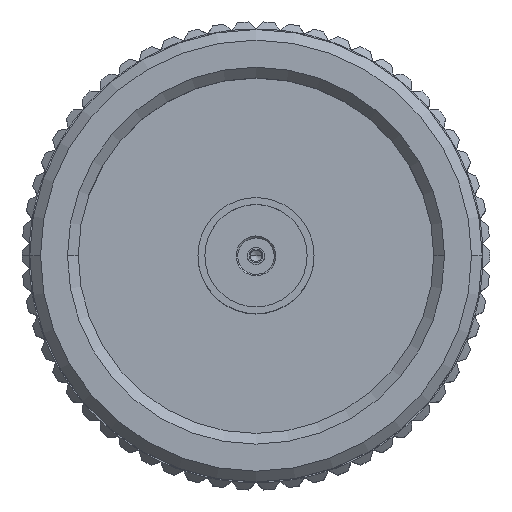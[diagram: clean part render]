
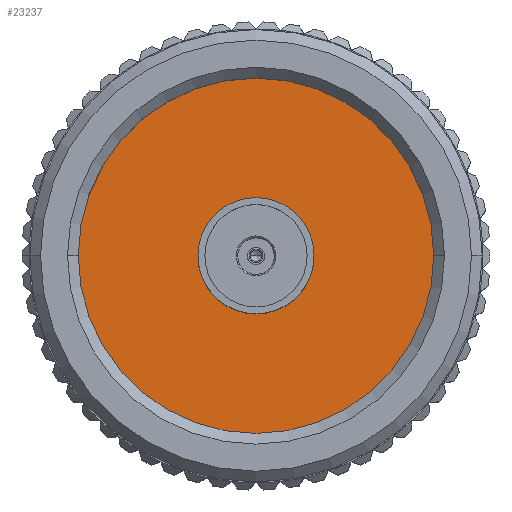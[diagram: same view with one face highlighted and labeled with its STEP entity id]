
A CAD part, top view. The second image highlights one B-rep face of the part: STEP entity #23237.
In plain terms, the highlighted planar face has unit normal (0, 0, 1).
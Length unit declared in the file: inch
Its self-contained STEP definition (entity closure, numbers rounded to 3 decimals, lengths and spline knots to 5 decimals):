
#406 = DIRECTION ( 'NONE',  ( 1., 0., 0. ) ) ;
#858 = DIRECTION ( 'NONE',  ( 0., 0., 1. ) ) ;
#1904 = DIRECTION ( 'NONE',  ( 1., 0., 0. ) ) ;
#2878 = FACE_BOUND ( 'NONE', #20546, .T. ) ;
#4074 = DIRECTION ( 'NONE',  ( 1., 0., 0. ) ) ;
#4907 = EDGE_CURVE ( 'NONE', #8643, #12995, #7265, .T. ) ;
#5551 = DIRECTION ( 'NONE',  ( 1., 0., 0. ) ) ;
#5954 = VERTEX_POINT ( 'NONE', #21354 ) ;
#6438 = DIRECTION ( 'NONE',  ( 0., 0., 1. ) ) ;
#7022 = EDGE_CURVE ( 'NONE', #5954, #8714, #20689, .T. ) ;
#7265 = CIRCLE ( 'NONE', #30609, 0.1065 ) ;
#7321 = AXIS2_PLACEMENT_3D ( 'NONE', #24317, #24478, #22122 ) ;
#7343 = ORIENTED_EDGE ( 'NONE', *, *, #24153, .F. ) ;
#8643 = VERTEX_POINT ( 'NONE', #19536 ) ;
#8714 = VERTEX_POINT ( 'NONE', #28729 ) ;
#8930 = AXIS2_PLACEMENT_3D ( 'NONE', #10246, #29051, #406 ) ;
#9062 = AXIS2_PLACEMENT_3D ( 'NONE', #22897, #6438, #4074 ) ;
#9534 = CIRCLE ( 'NONE', #9062, 0.34646 ) ;
#10089 = FACE_OUTER_BOUND ( 'NONE', #30630, .T. ) ;
#10246 = CARTESIAN_POINT ( 'NONE',  ( 0.5475, 0.71693, 1.29749 ) ) ;
#10893 = EDGE_CURVE ( 'NONE', #8714, #5954, #9534, .T. ) ;
#11892 = ORIENTED_EDGE ( 'NONE', *, *, #7022, .T. ) ;
#12995 = VERTEX_POINT ( 'NONE', #20385 ) ;
#17091 = ORIENTED_EDGE ( 'NONE', *, *, #4907, .F. ) ;
#17266 = ORIENTED_EDGE ( 'NONE', *, *, #10893, .T. ) ;
#19536 = CARTESIAN_POINT ( 'NONE',  ( 0.441, 0.71693, 1.29749 ) ) ;
#19919 = CIRCLE ( 'NONE', #28885, 0.1065 ) ;
#20006 = CARTESIAN_POINT ( 'NONE',  ( 0.5475, 0.71693, 1.29749 ) ) ;
#20385 = CARTESIAN_POINT ( 'NONE',  ( 0.65399, 0.71693, 1.29749 ) ) ;
#20546 = EDGE_LOOP ( 'NONE', ( #17091, #7343 ) ) ;
#20689 = CIRCLE ( 'NONE', #7321, 0.34646 ) ;
#20718 = CARTESIAN_POINT ( 'NONE',  ( 0.5475, 0.71693, 1.29749 ) ) ;
#21354 = CARTESIAN_POINT ( 'NONE',  ( 0.20104, 0.71693, 1.29749 ) ) ;
#22122 = DIRECTION ( 'NONE',  ( 1., 0., 0. ) ) ;
#22897 = CARTESIAN_POINT ( 'NONE',  ( 0.5475, 0.71693, 1.29749 ) ) ;
#23237 = ADVANCED_FACE ( 'NONE', ( #10089, #2878 ), #29215, .T. ) ;
#24153 = EDGE_CURVE ( 'NONE', #12995, #8643, #19919, .T. ) ;
#24317 = CARTESIAN_POINT ( 'NONE',  ( 0.5475, 0.71693, 1.29749 ) ) ;
#24478 = DIRECTION ( 'NONE',  ( 0., 0., 1. ) ) ;
#28729 = CARTESIAN_POINT ( 'NONE',  ( 0.89396, 0.71693, 1.29749 ) ) ;
#28885 = AXIS2_PLACEMENT_3D ( 'NONE', #20718, #30567, #1904 ) ;
#29051 = DIRECTION ( 'NONE',  ( 0., 0., 1. ) ) ;
#29215 = PLANE ( 'NONE',  #8930 ) ;
#30567 = DIRECTION ( 'NONE',  ( 0., 0., 1. ) ) ;
#30609 = AXIS2_PLACEMENT_3D ( 'NONE', #20006, #858, #5551 ) ;
#30630 = EDGE_LOOP ( 'NONE', ( #11892, #17266 ) ) ;
